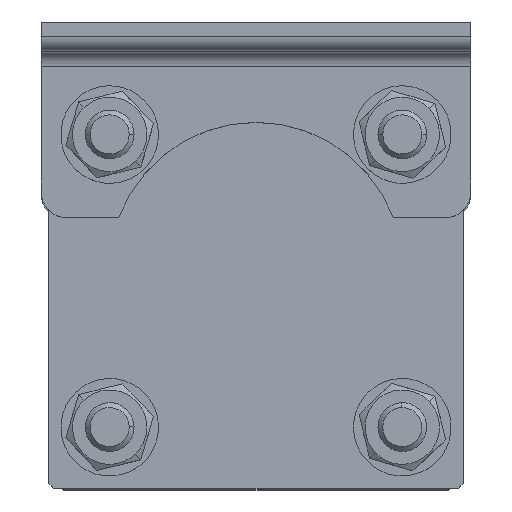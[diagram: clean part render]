
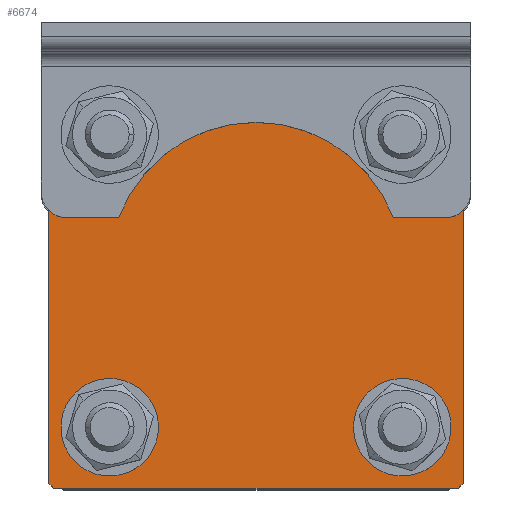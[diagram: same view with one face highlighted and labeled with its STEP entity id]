
A CAD part, top view. The second image highlights one B-rep face of the part: STEP entity #6674.
In plain terms, the highlighted planar face has unit normal (0, 0, 1).
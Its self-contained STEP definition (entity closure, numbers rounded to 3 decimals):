
#213 = VECTOR ( 'NONE', #6230, 1000. ) ;
#215 = LINE ( 'NONE', #6227, #213 ) ;
#219 = VECTOR ( 'NONE', #6819, 1000. ) ;
#220 = LINE ( 'NONE', #6804, #219 ) ;
#398 = LINE ( 'NONE', #6748, #8281 ) ;
#428 = VECTOR ( 'NONE', #6807, 1000. ) ;
#1011 = DIRECTION ( 'NONE',  ( -1., 0., 0. ) ) ;
#1012 = DIRECTION ( 'NONE',  ( -1., 0., 0. ) ) ;
#1020 = DIRECTION ( 'NONE',  ( 0., 0., -1. ) ) ;
#1023 = DIRECTION ( 'NONE',  ( 0., 0., -1. ) ) ;
#1024 = DIRECTION ( 'NONE',  ( -1., 0., 0. ) ) ;
#1026 = CARTESIAN_POINT ( 'NONE',  ( -30., 30., 15.5 ) ) ;
#1029 = CARTESIAN_POINT ( 'NONE',  ( -30., -30., 15.5 ) ) ;
#1034 = CARTESIAN_POINT ( 'NONE',  ( 30., -30., 15.5 ) ) ;
#1036 = DIRECTION ( 'NONE',  ( -1., 0., 0. ) ) ;
#1039 = DIRECTION ( 'NONE',  ( 0., 0., -1. ) ) ;
#1043 = DIRECTION ( 'NONE',  ( 0., 0., -1. ) ) ;
#1059 = CARTESIAN_POINT ( 'NONE',  ( 30., 30., 15.5 ) ) ;
#1154 = FACE_BOUND ( 'NONE', #6070, .T. ) ;
#1194 = FACE_BOUND ( 'NONE', #6077, .T. ) ;
#1195 = FACE_BOUND ( 'NONE', #6069, .T. ) ;
#1197 = FACE_BOUND ( 'NONE', #6075, .T. ) ;
#1199 = FACE_OUTER_BOUND ( 'NONE', #6074, .T. ) ;
#1679 = AXIS2_PLACEMENT_3D ( 'NONE', #3272, #3274, #3280 ) ;
#2604 = EDGE_CURVE ( 'NONE', #7593, #7664, #6312, .T. ) ;
#2608 = EDGE_CURVE ( 'NONE', #7628, #7557, #6309, .T. ) ;
#2612 = EDGE_CURVE ( 'NONE', #7572, #7545, #6303, .T. ) ;
#2616 = EDGE_CURVE ( 'NONE', #7604, #7574, #6374, .T. ) ;
#2656 = EDGE_CURVE ( 'NONE', #7553, #7689, #4365, .T. ) ;
#2658 = EDGE_CURVE ( 'NONE', #7740, #7672, #398, .T. ) ;
#2661 = EDGE_CURVE ( 'NONE', #7662, #5665, #4996, .T. ) ;
#2665 = EDGE_CURVE ( 'NONE', #7684, #7571, #220, .T. ) ;
#2668 = EDGE_CURVE ( 'NONE', #7664, #7593, #4364, .T. ) ;
#2669 = EDGE_CURVE ( 'NONE', #7557, #7628, #4343, .T. ) ;
#2670 = EDGE_CURVE ( 'NONE', #7545, #7572, #4344, .T. ) ;
#2671 = EDGE_CURVE ( 'NONE', #7574, #7604, #4342, .T. ) ;
#2672 = EDGE_CURVE ( 'NONE', #7689, #7740, #4999, .T. ) ;
#2673 = EDGE_CURVE ( 'NONE', #7672, #7662, #4941, .T. ) ;
#2674 = EDGE_CURVE ( 'NONE', #5665, #7684, #215, .T. ) ;
#2675 = EDGE_CURVE ( 'NONE', #7571, #7553, #6300, .T. ) ;
#3272 = CARTESIAN_POINT ( 'NONE',  ( 0., 0., 15.5 ) ) ;
#3274 = DIRECTION ( 'NONE',  ( 0., 0., -1. ) ) ;
#3277 = PLANE ( 'NONE',  #1679 ) ;
#3280 = DIRECTION ( 'NONE',  ( -1., 0., 0. ) ) ;
#3479 = DIRECTION ( 'NONE',  ( 0.707, 0.707, 0. ) ) ;
#3726 = AXIS2_PLACEMENT_3D ( 'NONE', #1026, #1043, #1012 ) ;
#3728 = AXIS2_PLACEMENT_3D ( 'NONE', #1029, #1020, #1024 ) ;
#3730 = AXIS2_PLACEMENT_3D ( 'NONE', #1034, #1039, #1036 ) ;
#3732 = AXIS2_PLACEMENT_3D ( 'NONE', #1059, #1023, #1011 ) ;
#3749 = AXIS2_PLACEMENT_3D ( 'NONE', #6073, #6072, #6071 ) ;
#3750 = AXIS2_PLACEMENT_3D ( 'NONE', #6343, #6342, #6341 ) ;
#3751 = AXIS2_PLACEMENT_3D ( 'NONE', #6340, #6339, #5698 ) ;
#3752 = AXIS2_PLACEMENT_3D ( 'NONE', #5697, #5695, #5694 ) ;
#4342 = CIRCLE ( 'NONE', #3752, 5.5 ) ;
#4343 = CIRCLE ( 'NONE', #3750, 5.5 ) ;
#4344 = CIRCLE ( 'NONE', #3751, 5.5 ) ;
#4364 = CIRCLE ( 'NONE', #3749, 5.5 ) ;
#4365 = LINE ( 'NONE', #6803, #428 ) ;
#4791 = CARTESIAN_POINT ( 'NONE',  ( -42.5, -41.5, 15.5 ) ) ;
#4941 = LINE ( 'NONE', #5692, #4943 ) ;
#4943 = VECTOR ( 'NONE', #6229, 1000. ) ;
#4995 = VECTOR ( 'NONE', #6762, 1000. ) ;
#4996 = LINE ( 'NONE', #6752, #4995 ) ;
#4998 = VECTOR ( 'NONE', #5693, 1000. ) ;
#4999 = LINE ( 'NONE', #6764, #4998 ) ;
#5195 = CARTESIAN_POINT ( 'NONE',  ( 24.5, -30., 15.5 ) ) ;
#5203 = CARTESIAN_POINT ( 'NONE',  ( 42.5, -41.5, 15.5 ) ) ;
#5207 = CARTESIAN_POINT ( 'NONE',  ( -35.5, -30., 15.5 ) ) ;
#5221 = CARTESIAN_POINT ( 'NONE',  ( 41.5, -42.5, 15.5 ) ) ;
#5222 = CARTESIAN_POINT ( 'NONE',  ( 35.5, -30., 15.5 ) ) ;
#5224 = CARTESIAN_POINT ( 'NONE',  ( 24.5, 30., 15.5 ) ) ;
#5243 = CARTESIAN_POINT ( 'NONE',  ( -24.5, 30., 15.5 ) ) ;
#5254 = CARTESIAN_POINT ( 'NONE',  ( 35.5, 30., 15.5 ) ) ;
#5278 = CARTESIAN_POINT ( 'NONE',  ( -24.5, -30., 15.5 ) ) ;
#5312 = CARTESIAN_POINT ( 'NONE',  ( -42.5, 41.5, 15.5 ) ) ;
#5314 = CARTESIAN_POINT ( 'NONE',  ( -35.5, 30., 15.5 ) ) ;
#5322 = CARTESIAN_POINT ( 'NONE',  ( -41.5, 42.5, 15.5 ) ) ;
#5334 = CARTESIAN_POINT ( 'NONE',  ( -41.5, -42.5, 15.5 ) ) ;
#5339 = CARTESIAN_POINT ( 'NONE',  ( 42.5, 41.5, 15.5 ) ) ;
#5390 = CARTESIAN_POINT ( 'NONE',  ( 41.5, 42.5, 15.5 ) ) ;
#5665 = VERTEX_POINT ( 'NONE', #4791 ) ;
#5691 = VECTOR ( 'NONE', #3479, 1000. ) ;
#5692 = CARTESIAN_POINT ( 'NONE',  ( -42.5, 41.5, 15.5 ) ) ;
#5693 = DIRECTION ( 'NONE',  ( -0.707, 0.707, 0. ) ) ;
#5694 = DIRECTION ( 'NONE',  ( -1., 0., 0. ) ) ;
#5695 = DIRECTION ( 'NONE',  ( 0., 0., -1. ) ) ;
#5697 = CARTESIAN_POINT ( 'NONE',  ( 30., 30., 15.5 ) ) ;
#5698 = DIRECTION ( 'NONE',  ( -1., 0., 0. ) ) ;
#6069 = EDGE_LOOP ( 'NONE', ( #7794, #7799 ) ) ;
#6070 = EDGE_LOOP ( 'NONE', ( #7787, #7788 ) ) ;
#6071 = DIRECTION ( 'NONE',  ( -1., 0., 0. ) ) ;
#6072 = DIRECTION ( 'NONE',  ( 0., 0., -1. ) ) ;
#6073 = CARTESIAN_POINT ( 'NONE',  ( -30., 30., 15.5 ) ) ;
#6074 = EDGE_LOOP ( 'NONE', ( #7816, #7833, #7834, #7835, #7836, #7837, #7838, #7839 ) ) ;
#6075 = EDGE_LOOP ( 'NONE', ( #7785, #7786 ) ) ;
#6077 = EDGE_LOOP ( 'NONE', ( #7803, #7810 ) ) ;
#6227 = CARTESIAN_POINT ( 'NONE',  ( -41.5, -42.5, 15.5 ) ) ;
#6228 = CARTESIAN_POINT ( 'NONE',  ( 42.5, -41.5, 15.5 ) ) ;
#6229 = DIRECTION ( 'NONE',  ( -0.707, -0.707, 0. ) ) ;
#6230 = DIRECTION ( 'NONE',  ( 0.707, -0.707, 0. ) ) ;
#6300 = LINE ( 'NONE', #6228, #5691 ) ;
#6303 = CIRCLE ( 'NONE', #3730, 5.5 ) ;
#6309 = CIRCLE ( 'NONE', #3728, 5.5 ) ;
#6312 = CIRCLE ( 'NONE', #3726, 5.5 ) ;
#6339 = DIRECTION ( 'NONE',  ( 0., 0., -1. ) ) ;
#6340 = CARTESIAN_POINT ( 'NONE',  ( 30., -30., 15.5 ) ) ;
#6341 = DIRECTION ( 'NONE',  ( -1., 0., 0. ) ) ;
#6342 = DIRECTION ( 'NONE',  ( 0., 0., -1. ) ) ;
#6343 = CARTESIAN_POINT ( 'NONE',  ( -30., -30., 15.5 ) ) ;
#6374 = CIRCLE ( 'NONE', #3732, 5.5 ) ;
#6674 = ADVANCED_FACE ( 'NONE', ( #1197, #1154, #1195, #1194, #1199 ), #3277, .F. ) ;
#6748 = CARTESIAN_POINT ( 'NONE',  ( -42.5, 42.5, 15.5 ) ) ;
#6752 = CARTESIAN_POINT ( 'NONE',  ( -42.5, -42.5, 15.5 ) ) ;
#6756 = DIRECTION ( 'NONE',  ( -1., 0., 0. ) ) ;
#6762 = DIRECTION ( 'NONE',  ( 0., -1., 0. ) ) ;
#6764 = CARTESIAN_POINT ( 'NONE',  ( 41.5, 42.5, 15.5 ) ) ;
#6803 = CARTESIAN_POINT ( 'NONE',  ( 42.5, -42.5, 15.5 ) ) ;
#6804 = CARTESIAN_POINT ( 'NONE',  ( -42.5, -42.5, 15.5 ) ) ;
#6807 = DIRECTION ( 'NONE',  ( 0., 1., 0. ) ) ;
#6819 = DIRECTION ( 'NONE',  ( 1., 0., 0. ) ) ;
#7545 = VERTEX_POINT ( 'NONE', #5195 ) ;
#7553 = VERTEX_POINT ( 'NONE', #5203 ) ;
#7557 = VERTEX_POINT ( 'NONE', #5207 ) ;
#7571 = VERTEX_POINT ( 'NONE', #5221 ) ;
#7572 = VERTEX_POINT ( 'NONE', #5222 ) ;
#7574 = VERTEX_POINT ( 'NONE', #5224 ) ;
#7593 = VERTEX_POINT ( 'NONE', #5243 ) ;
#7604 = VERTEX_POINT ( 'NONE', #5254 ) ;
#7628 = VERTEX_POINT ( 'NONE', #5278 ) ;
#7662 = VERTEX_POINT ( 'NONE', #5312 ) ;
#7664 = VERTEX_POINT ( 'NONE', #5314 ) ;
#7672 = VERTEX_POINT ( 'NONE', #5322 ) ;
#7684 = VERTEX_POINT ( 'NONE', #5334 ) ;
#7689 = VERTEX_POINT ( 'NONE', #5339 ) ;
#7740 = VERTEX_POINT ( 'NONE', #5390 ) ;
#7785 = ORIENTED_EDGE ( 'NONE', *, *, #2668, .T. ) ;
#7786 = ORIENTED_EDGE ( 'NONE', *, *, #2604, .T. ) ;
#7787 = ORIENTED_EDGE ( 'NONE', *, *, #2669, .T. ) ;
#7788 = ORIENTED_EDGE ( 'NONE', *, *, #2608, .T. ) ;
#7794 = ORIENTED_EDGE ( 'NONE', *, *, #2670, .T. ) ;
#7799 = ORIENTED_EDGE ( 'NONE', *, *, #2612, .T. ) ;
#7803 = ORIENTED_EDGE ( 'NONE', *, *, #2671, .T. ) ;
#7810 = ORIENTED_EDGE ( 'NONE', *, *, #2616, .T. ) ;
#7816 = ORIENTED_EDGE ( 'NONE', *, *, #2656, .T. ) ;
#7833 = ORIENTED_EDGE ( 'NONE', *, *, #2672, .T. ) ;
#7834 = ORIENTED_EDGE ( 'NONE', *, *, #2658, .T. ) ;
#7835 = ORIENTED_EDGE ( 'NONE', *, *, #2673, .T. ) ;
#7836 = ORIENTED_EDGE ( 'NONE', *, *, #2661, .T. ) ;
#7837 = ORIENTED_EDGE ( 'NONE', *, *, #2674, .T. ) ;
#7838 = ORIENTED_EDGE ( 'NONE', *, *, #2665, .T. ) ;
#7839 = ORIENTED_EDGE ( 'NONE', *, *, #2675, .T. ) ;
#8281 = VECTOR ( 'NONE', #6756, 1000. ) ;
